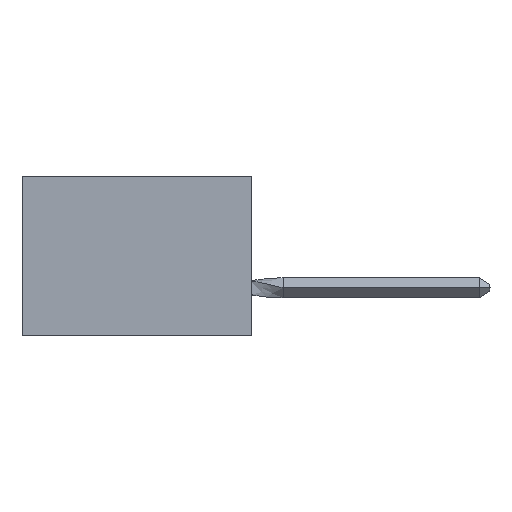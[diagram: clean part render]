
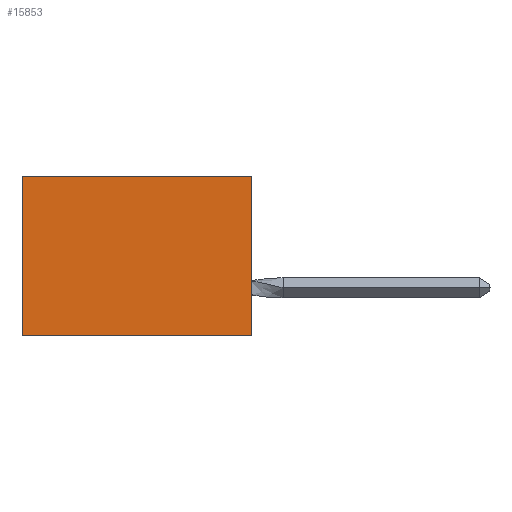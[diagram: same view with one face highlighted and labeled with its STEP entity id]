
A CAD part, left-side view. The second image highlights one B-rep face of the part: STEP entity #15853.
In plain terms, the highlighted planar face has unit normal (-1, 0, 0).
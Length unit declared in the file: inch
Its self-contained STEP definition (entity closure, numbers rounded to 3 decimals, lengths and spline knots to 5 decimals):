
#382 = DIRECTION ( 'NONE',  ( 0., 0., -1. ) ) ;
#830 = EDGE_CURVE ( 'NONE', #10918, #3601, #3667, .T. ) ;
#2923 = CARTESIAN_POINT ( 'NONE',  ( 0.305, 0.72, -0.5 ) ) ;
#3341 = EDGE_CURVE ( 'NONE', #11275, #3601, #8782, .T. ) ;
#3601 = VERTEX_POINT ( 'NONE', #11537 ) ;
#3667 = LINE ( 'NONE', #2923, #8857 ) ;
#4291 = ORIENTED_EDGE ( 'NONE', *, *, #830, .T. ) ;
#4552 = CARTESIAN_POINT ( 'NONE',  ( 0.305, 0., 0. ) ) ;
#5010 = DIRECTION ( 'NONE',  ( 0., 1., 0. ) ) ;
#5609 = LINE ( 'NONE', #4552, #13323 ) ;
#5893 = CARTESIAN_POINT ( 'NONE',  ( 0.305, 0., -0.5 ) ) ;
#5907 = VECTOR ( 'NONE', #6967, 39.37008 ) ;
#6573 = ORIENTED_EDGE ( 'NONE', *, *, #3341, .F. ) ;
#6967 = DIRECTION ( 'NONE',  ( 0., 1., 0. ) ) ;
#7727 = PLANE ( 'NONE',  #9363 ) ;
#7772 = DIRECTION ( 'NONE',  ( 1., 0., 0. ) ) ;
#7862 = FACE_OUTER_BOUND ( 'NONE', #8409, .T. ) ;
#8153 = CARTESIAN_POINT ( 'NONE',  ( 0.305, 0., -0.5 ) ) ;
#8217 = LINE ( 'NONE', #8153, #13440 ) ;
#8409 = EDGE_LOOP ( 'NONE', ( #4291, #6573, #14222, #10156 ) ) ;
#8782 = LINE ( 'NONE', #5893, #5907 ) ;
#8857 = VECTOR ( 'NONE', #13866, 39.37008 ) ;
#9186 = CARTESIAN_POINT ( 'NONE',  ( 0.305, 0., 0. ) ) ;
#9363 = AXIS2_PLACEMENT_3D ( 'NONE', #11467, #7772, #382 ) ;
#9388 = DIRECTION ( 'NONE',  ( 0., 0., -1. ) ) ;
#9484 = CARTESIAN_POINT ( 'NONE',  ( 0.305, 0., -0.5 ) ) ;
#10141 = CARTESIAN_POINT ( 'NONE',  ( 0.305, 0.72, 0. ) ) ;
#10156 = ORIENTED_EDGE ( 'NONE', *, *, #10387, .T. ) ;
#10387 = EDGE_CURVE ( 'NONE', #13653, #10918, #5609, .T. ) ;
#10918 = VERTEX_POINT ( 'NONE', #10141 ) ;
#11275 = VERTEX_POINT ( 'NONE', #9484 ) ;
#11467 = CARTESIAN_POINT ( 'NONE',  ( 0.305, 0., -0.5 ) ) ;
#11537 = CARTESIAN_POINT ( 'NONE',  ( 0.305, 0.72, -0.5 ) ) ;
#12254 = EDGE_CURVE ( 'NONE', #13653, #11275, #8217, .T. ) ;
#13323 = VECTOR ( 'NONE', #5010, 39.37008 ) ;
#13440 = VECTOR ( 'NONE', #9388, 39.37008 ) ;
#13653 = VERTEX_POINT ( 'NONE', #9186 ) ;
#13866 = DIRECTION ( 'NONE',  ( 0., 0., -1. ) ) ;
#14222 = ORIENTED_EDGE ( 'NONE', *, *, #12254, .F. ) ;
#15853 = ADVANCED_FACE ( 'NONE', ( #7862 ), #7727, .F. ) ;
